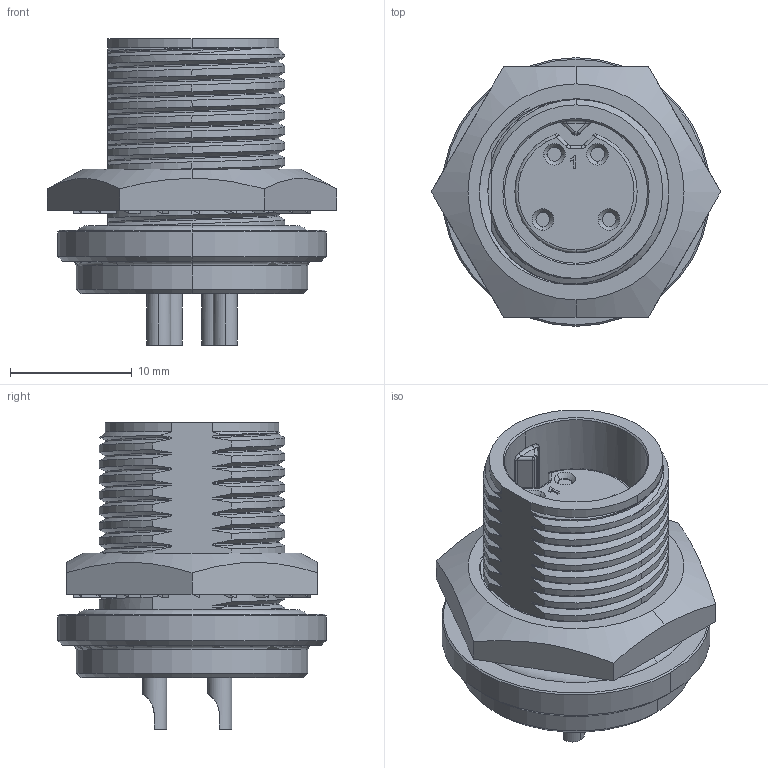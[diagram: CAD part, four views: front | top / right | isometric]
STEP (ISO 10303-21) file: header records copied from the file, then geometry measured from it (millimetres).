
FILE_DESCRIPTION (( 'STEP AP203' ), '1' );
FILE_NAME ('SF7282-4SG-3ES.STEP', '2013-06-17T20:19:14', ( 'J0FPBF1' ), ( '' ), 'SwSTEP 2.0', 'SolidWorks 2012', '' );
FILE_SCHEMA (( 'CONFIG_CONTROL_DESIGN' ));
Length unit declared in the file: inch
Products named in the file (1): SF7282-4SG-3ES
Bounding box: 23.82 x 22.1 x 25.22 mm (x, y, z)
Volume: 4352.6 mm3; surface area: 3585.3 mm2
Topology: 2 solids, 2 shells, 359 faces, 885 edges, 562 vertices
Faces by surface type: plane 182, cylinder 91, bspline 43, cone 30, torus 9, sphere 4
Entity records: 26147 total; most frequent: CARTESIAN_POINT 18141, ORIENTED_EDGE 1764, DIRECTION 1465, EDGE_CURVE 882, VERTEX_POINT 562, LINE 533, VECTOR 533, AXIS2_PLACEMENT_3D 466
